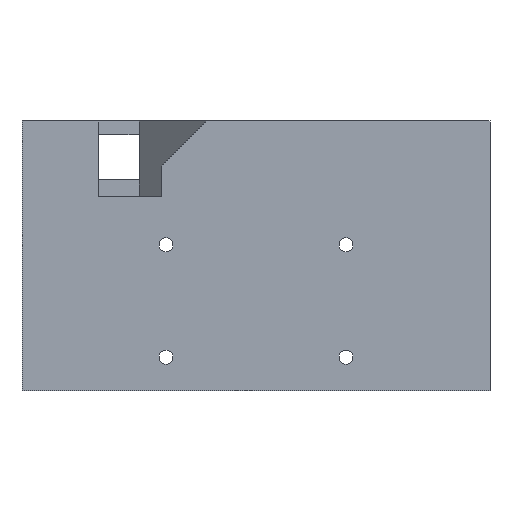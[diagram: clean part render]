
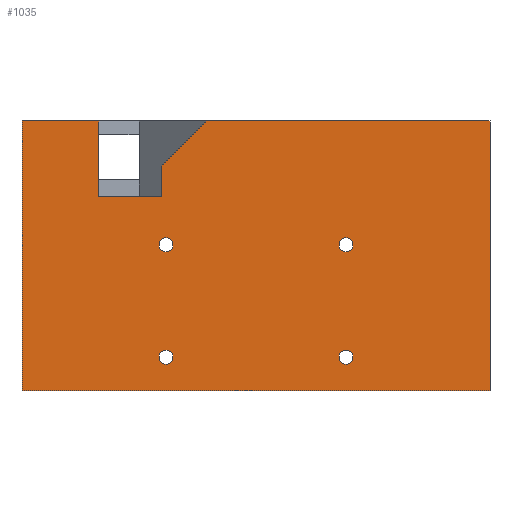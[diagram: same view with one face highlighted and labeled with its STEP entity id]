
A CAD part, front view. The second image highlights one B-rep face of the part: STEP entity #1035.
In plain terms, the highlighted planar face has unit normal (0, -1, 0).
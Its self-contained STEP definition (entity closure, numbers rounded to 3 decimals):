
#33=FACE_BOUND('',#128,.T.);
#34=FACE_BOUND('',#129,.T.);
#35=FACE_BOUND('',#130,.T.);
#36=FACE_BOUND('',#131,.T.);
#47=CIRCLE('',#1111,1.55);
#48=CIRCLE('',#1112,1.55);
#49=CIRCLE('',#1113,1.55);
#50=CIRCLE('',#1114,1.55);
#69=FACE_OUTER_BOUND('',#127,.T.);
#127=EDGE_LOOP('',(#736,#737,#738,#739,#740,#741,#742,#743,#744));
#128=EDGE_LOOP('',(#745));
#129=EDGE_LOOP('',(#746));
#130=EDGE_LOOP('',(#747));
#131=EDGE_LOOP('',(#748));
#214=LINE('',#1521,#342);
#219=LINE('',#1531,#347);
#223=LINE('',#1539,#351);
#226=LINE('',#1545,#354);
#227=LINE('',#1547,#355);
#228=LINE('',#1548,#356);
#229=LINE('',#1550,#357);
#230=LINE('',#1552,#358);
#231=LINE('',#1553,#359);
#342=VECTOR('',#1223,10.);
#347=VECTOR('',#1230,1.);
#351=VECTOR('',#1234,1.);
#354=VECTOR('',#1239,1.);
#355=VECTOR('',#1240,1.);
#356=VECTOR('',#1241,1.);
#357=VECTOR('',#1242,1.);
#358=VECTOR('',#1243,1.);
#359=VECTOR('',#1244,1.);
#467=VERTEX_POINT('',#1519);
#468=VERTEX_POINT('',#1520);
#472=VERTEX_POINT('',#1530);
#475=VERTEX_POINT('',#1536);
#476=VERTEX_POINT('',#1538);
#478=VERTEX_POINT('',#1544);
#479=VERTEX_POINT('',#1546);
#480=VERTEX_POINT('',#1549);
#481=VERTEX_POINT('',#1551);
#482=VERTEX_POINT('',#1554);
#483=VERTEX_POINT('',#1556);
#484=VERTEX_POINT('',#1558);
#485=VERTEX_POINT('',#1560);
#568=EDGE_CURVE('',#467,#468,#214,.T.);
#573=EDGE_CURVE('',#468,#472,#219,.T.);
#577=EDGE_CURVE('',#475,#476,#223,.T.);
#580=EDGE_CURVE('',#467,#478,#226,.T.);
#581=EDGE_CURVE('',#478,#479,#227,.T.);
#582=EDGE_CURVE('',#479,#476,#228,.F.);
#583=EDGE_CURVE('',#480,#475,#229,.T.);
#584=EDGE_CURVE('',#481,#480,#230,.T.);
#585=EDGE_CURVE('',#472,#481,#231,.T.);
#586=EDGE_CURVE('',#482,#482,#47,.T.);
#587=EDGE_CURVE('',#483,#483,#48,.T.);
#588=EDGE_CURVE('',#484,#484,#49,.T.);
#589=EDGE_CURVE('',#485,#485,#50,.T.);
#736=ORIENTED_EDGE('',*,*,#568,.F.);
#737=ORIENTED_EDGE('',*,*,#580,.T.);
#738=ORIENTED_EDGE('',*,*,#581,.T.);
#739=ORIENTED_EDGE('',*,*,#582,.T.);
#740=ORIENTED_EDGE('',*,*,#577,.F.);
#741=ORIENTED_EDGE('',*,*,#583,.F.);
#742=ORIENTED_EDGE('',*,*,#584,.F.);
#743=ORIENTED_EDGE('',*,*,#585,.F.);
#744=ORIENTED_EDGE('',*,*,#573,.F.);
#745=ORIENTED_EDGE('',*,*,#586,.T.);
#746=ORIENTED_EDGE('',*,*,#587,.T.);
#747=ORIENTED_EDGE('',*,*,#588,.T.);
#748=ORIENTED_EDGE('',*,*,#589,.T.);
#991=PLANE('',#1110);
#1035=ADVANCED_FACE('',(#69,#33,#34,#35,#36),#991,.F.);
#1110=AXIS2_PLACEMENT_3D('',#1543,#1237,#1238);
#1111=AXIS2_PLACEMENT_3D('',#1555,#1245,#1246);
#1112=AXIS2_PLACEMENT_3D('',#1557,#1247,#1248);
#1113=AXIS2_PLACEMENT_3D('',#1559,#1249,#1250);
#1114=AXIS2_PLACEMENT_3D('',#1561,#1251,#1252);
#1223=DIRECTION('',(0.707,0.,0.707));
#1230=DIRECTION('',(1.,0.,0.));
#1234=DIRECTION('',(1.,0.,0.));
#1237=DIRECTION('center_axis',(0.,1.,0.));
#1238=DIRECTION('ref_axis',(-1.,0.,0.));
#1239=DIRECTION('',(0.,0.,-1.));
#1240=DIRECTION('',(-1.,0.,0.));
#1241=DIRECTION('',(0.,0.,-1.));
#1242=DIRECTION('',(0.,0.,1.));
#1243=DIRECTION('',(-1.,0.,0.));
#1244=DIRECTION('',(0.,0.,-1.));
#1245=DIRECTION('center_axis',(0.,1.,0.));
#1246=DIRECTION('ref_axis',(-1.,0.,0.));
#1247=DIRECTION('center_axis',(0.,1.,0.));
#1248=DIRECTION('ref_axis',(-1.,0.,0.));
#1249=DIRECTION('center_axis',(0.,1.,0.));
#1250=DIRECTION('ref_axis',(-1.,0.,0.));
#1251=DIRECTION('center_axis',(0.,1.,0.));
#1252=DIRECTION('ref_axis',(-1.,0.,0.));
#1519=CARTESIAN_POINT('',(-20.962,0.,17.5));
#1520=CARTESIAN_POINT('',(-10.962,0.,27.5));
#1521=CARTESIAN_POINT('',(-17.597,0.,20.866));
#1530=CARTESIAN_POINT('',(52.,0.,27.5));
#1531=CARTESIAN_POINT('',(-20.962,0.,27.5));
#1536=CARTESIAN_POINT('',(-52.,0.,27.5));
#1538=CARTESIAN_POINT('',(-35.,0.,27.5));
#1539=CARTESIAN_POINT('',(-52.,0.,27.5));
#1543=CARTESIAN_POINT('Origin',(0.,0.,0.));
#1544=CARTESIAN_POINT('',(-20.962,0.,10.801));
#1545=CARTESIAN_POINT('',(-20.962,0.,27.5));
#1546=CARTESIAN_POINT('',(-35.,0.,10.801));
#1547=CARTESIAN_POINT('',(-20.962,0.,10.801));
#1548=CARTESIAN_POINT('',(-35.,0.,27.5));
#1549=CARTESIAN_POINT('',(-52.,0.,-32.5));
#1550=CARTESIAN_POINT('',(-52.,0.,-32.5));
#1551=CARTESIAN_POINT('',(52.,0.,-32.5));
#1552=CARTESIAN_POINT('',(52.,0.,-32.5));
#1553=CARTESIAN_POINT('',(52.,0.,27.5));
#1554=CARTESIAN_POINT('',(21.55,0.,-25.));
#1555=CARTESIAN_POINT('Origin',(20.,0.,-25.));
#1556=CARTESIAN_POINT('',(-18.45,0.,-25.));
#1557=CARTESIAN_POINT('Origin',(-20.,0.,-25.));
#1558=CARTESIAN_POINT('',(21.55,0.,0.));
#1559=CARTESIAN_POINT('Origin',(20.,0.,0.));
#1560=CARTESIAN_POINT('',(-18.45,0.,0.));
#1561=CARTESIAN_POINT('Origin',(-20.,0.,0.));
